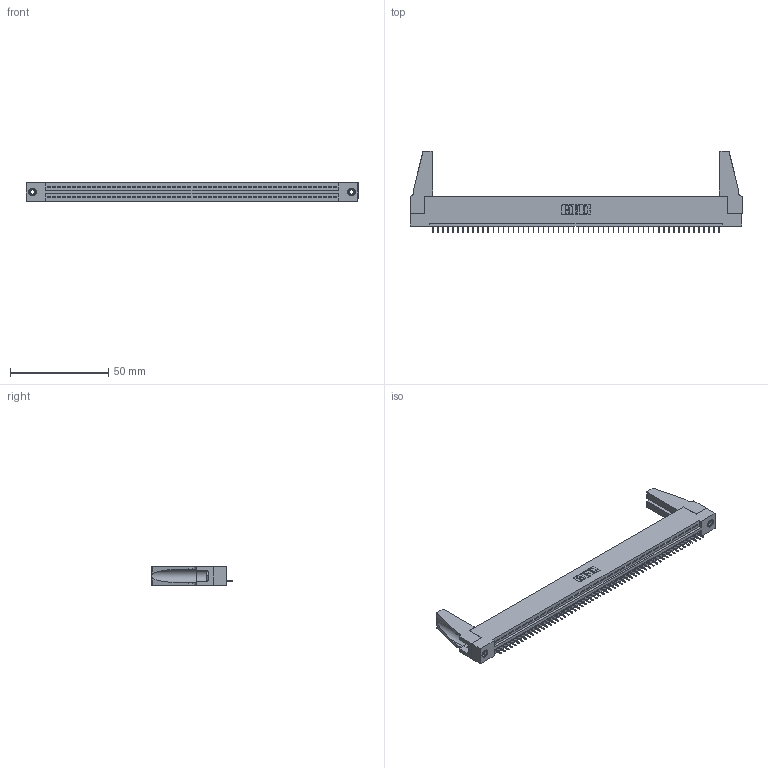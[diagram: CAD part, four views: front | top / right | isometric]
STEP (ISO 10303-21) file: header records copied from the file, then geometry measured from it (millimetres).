
FILE_DESCRIPTION (( 'STEP AP203' ), '1' );
FILE_NAME ('345-058-525-188.STEP', '2020-09-20T20:17:16', ( '' ), ( '' ), 'SwSTEP 2.0', 'SolidWorks 2020', '' );
FILE_SCHEMA (( 'CONFIG_CONTROL_DESIGN' ));
Length unit declared in the file: inch
Products named in the file (5): 345-220-078_345-220-088; 345 Part_Flush Mounting Lugs - 0.156 Dia-TH; 345-058-525-188; 345-292-001_345-293-125; 345-250-001_345-250-001-102
Assembly tree (63 placements, depth 2):
  345-058-525-188
    345 Part_Flush Mounting Lugs - 0.156 Dia-TH
    345-292-001_345-293-125  x58
    345-250-001_345-250-001-102  x2
    345-220-078_345-220-088  x2
Bounding box: 168.55 x 41.58 x 9.4 mm (x, y, z)
Volume: 19156.2 mm3; surface area: 23691.6 mm2
Topology: 63 solids, 63 shells, 3846 faces, 11095 edges, 7154 vertices
Faces by surface type: plane 2820, cylinder 1010, cone 12, torus 4
Entity records: 43720 total; most frequent: CARTESIAN_POINT 7560, ORIENTED_EDGE 7512, DIRECTION 6588, EDGE_CURVE 3756, VECTOR 3354, LINE 3354, VERTEX_POINT 2494, AXIS2_PLACEMENT_3D 1617
